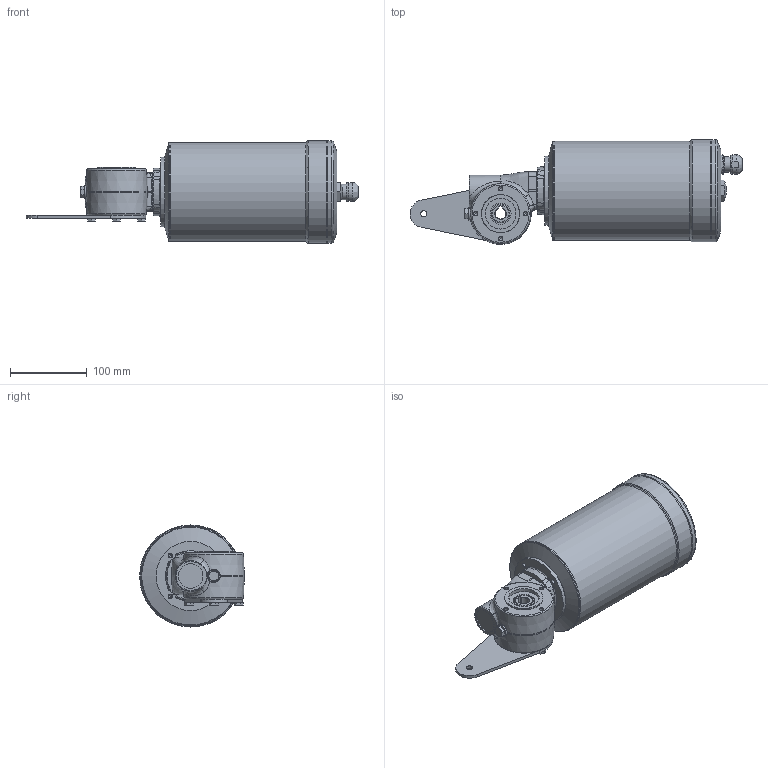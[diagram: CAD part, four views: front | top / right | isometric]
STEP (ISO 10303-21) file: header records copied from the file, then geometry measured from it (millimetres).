
FILE_DESCRIPTION( ( 'Unknown' ), '1' );
FILE_NAME( 'F571FBE0A08AEB8D5EF5F1F4CD95985B.3d.stp', 'Unknown', ( 'Unknown' ), ( 'Unknown' ), 'PSStep 10.1', 'Unknown', ' ' );
FILE_SCHEMA( ( 'AUTOMOTIVE_DESIGN { 1 0 10303 214 1 1 1 1 }' ) );
Length unit declared in the file: millimetre
Products named in the file (1): N308800
Bounding box: 432.5 x 136.46 x 133 mm (x, y, z)
Volume: 3359762.7 mm3; surface area: 178050.3 mm2
Topology: 1 solids, 19 shells, 493 faces, 1152 edges, 735 vertices
Faces by surface type: plane 179, cylinder 128, cone 103, bspline 43, torus 39, sphere 1
Full cylindrical faces by diameter (mm): 3.242 x2, 4.134 x8, 4.917 x12, 6 x12, 6.5 x4, 7 x9, 8.2 x1, 8.9 x4, 10 x4, 11 x5, 13.4 x1, 16.662 x1, 17 x2, 20 x2, 27.5 x2, 30 x1, 32 x1, 40 x1, 47 x1, 50 x2, 50.5 x1, 52 x1, 60 x1, 90 x1, 128.98 x1, 129 x2, 132.98 x2, 133 x3
Entity records: 21657 total; most frequent: CARTESIAN_POINT 7949, DIRECTION 1985, ORIENTED_EDGE 1768, EDGE_CURVE 884, AXIS2_PLACEMENT_3D 867, EDGE_LOOP 727, VERTEX_POINT 650, FACE_OUTER_BOUND 605
